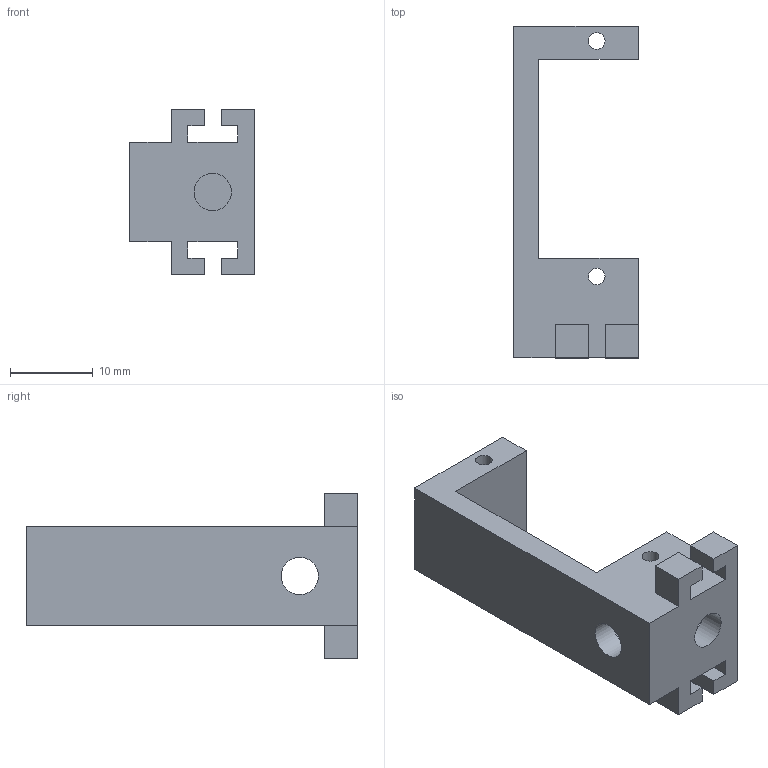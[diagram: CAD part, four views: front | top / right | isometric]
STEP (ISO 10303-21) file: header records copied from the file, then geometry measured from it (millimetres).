
FILE_DESCRIPTION(/* description */ (''),/* implementation_level */ '2;1');
FILE_NAME(/* name */ 'ServoPostMount_Small.step',/* time_stamp */ '2024-02-07T21:41:06-05:00',/* author */ ('Martin Fischer'),/* organization */ (''),/* preprocessor_version */ 'ST-DEVELOPER v19.2',/* originating_system */ 'Autodesk Inventor 2024',/* authorisation */ '');
FILE_SCHEMA (('AUTOMOTIVE_DESIGN { 1 0 10303 214 3 1 1 }'));
Length unit declared in the file: millimetre
Products named in the file (1): ServoPostMount_Small
Bounding box: 15 x 40 x 20 mm (x, y, z)
Volume: 2926.5 mm3; surface area: 2838.9 mm2
Topology: 1 solids, 1 shells, 41 faces, 117 edges, 78 vertices
Faces by surface type: plane 36, cylinder 5
Full cylindrical faces by diameter (mm): 2 x3, 4.496 x2
Entity records: 1384 total; most frequent: CARTESIAN_POINT 237, ORIENTED_EDGE 234, DIRECTION 211, EDGE_CURVE 117, LINE 107, VECTOR 107, VERTEX_POINT 78, AXIS2_PLACEMENT_3D 52
